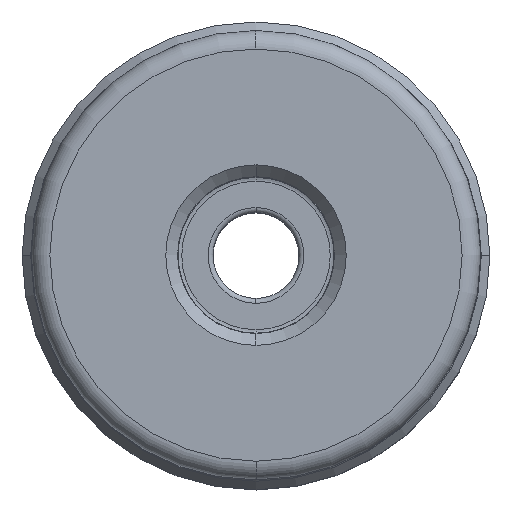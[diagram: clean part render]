
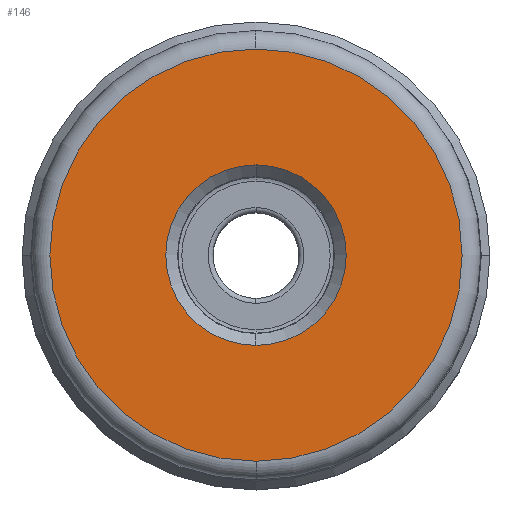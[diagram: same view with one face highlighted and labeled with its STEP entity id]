
A CAD part, top view. The second image highlights one B-rep face of the part: STEP entity #146.
In plain terms, the highlighted planar face has unit normal (0, 0, 1).
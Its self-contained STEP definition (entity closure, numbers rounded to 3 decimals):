
#59=PLANE('',#1595);
#67=FACE_BOUND('',#340,.T.);
#68=FACE_BOUND('',#341,.T.);
#146=ADVANCED_FACE('',(#67,#68),#59,.F.);
#340=EDGE_LOOP('',(#544,#545,#546,#547));
#341=EDGE_LOOP('',(#548,#549));
#544=ORIENTED_EDGE('',*,*,#986,.T.);
#545=ORIENTED_EDGE('',*,*,#984,.T.);
#546=ORIENTED_EDGE('',*,*,#983,.T.);
#547=ORIENTED_EDGE('',*,*,#987,.T.);
#548=ORIENTED_EDGE('',*,*,#988,.T.);
#549=ORIENTED_EDGE('',*,*,#989,.T.);
#832=VERTEX_POINT('',#2460);
#833=VERTEX_POINT('',#2462);
#834=VERTEX_POINT('',#2464);
#835=VERTEX_POINT('',#2468);
#836=VERTEX_POINT('',#2472);
#837=VERTEX_POINT('',#2473);
#983=EDGE_CURVE('',#833,#832,#1166,.T.);
#984=EDGE_CURVE('',#834,#833,#1167,.T.);
#986=EDGE_CURVE('',#835,#834,#1169,.T.);
#987=EDGE_CURVE('',#832,#835,#1170,.T.);
#988=EDGE_CURVE('',#836,#837,#1171,.T.);
#989=EDGE_CURVE('',#837,#836,#1172,.T.);
#1166=CIRCLE('',#1586,16.79);
#1167=CIRCLE('',#1587,16.79);
#1169=CIRCLE('',#1590,16.79);
#1170=CIRCLE('',#1591,16.79);
#1171=CIRCLE('',#1593,7.35);
#1172=CIRCLE('',#1594,7.35);
#1586=AXIS2_PLACEMENT_3D('',#2461,#1967,#1968);
#1587=AXIS2_PLACEMENT_3D('',#2463,#1969,#1970);
#1590=AXIS2_PLACEMENT_3D('',#2467,#1975,#1976);
#1591=AXIS2_PLACEMENT_3D('',#2469,#1977,#1978);
#1593=AXIS2_PLACEMENT_3D('',#2471,#1981,#1982);
#1594=AXIS2_PLACEMENT_3D('',#2474,#1983,#1984);
#1595=AXIS2_PLACEMENT_3D('',#2475,#1985,#1986);
#1967=DIRECTION('',(0.,0.,1.));
#1968=DIRECTION('',(0.001,1.,0.));
#1969=DIRECTION('',(0.,0.,1.));
#1970=DIRECTION('',(0.,-1.,0.));
#1975=DIRECTION('',(0.,0.,1.));
#1976=DIRECTION('',(-0.001,-1.,0.));
#1977=DIRECTION('',(0.,0.,1.));
#1978=DIRECTION('',(0.,1.,0.));
#1981=DIRECTION('',(0.,0.,-1.));
#1982=DIRECTION('',(0.,-1.,0.));
#1983=DIRECTION('',(0.,0.,-1.));
#1984=DIRECTION('',(0.,1.,0.));
#1985=DIRECTION('',(0.,0.,-1.));
#1986=DIRECTION('',(0.,1.,0.));
#2460=CARTESIAN_POINT('',(0.,16.79,0.));
#2461=CARTESIAN_POINT('',(0.,0.,0.));
#2462=CARTESIAN_POINT('',(0.02,16.79,0.));
#2463=CARTESIAN_POINT('',(0.,0.,0.));
#2464=CARTESIAN_POINT('',(0.,-16.79,0.));
#2467=CARTESIAN_POINT('',(0.,0.,0.));
#2468=CARTESIAN_POINT('',(-0.02,-16.79,0.));
#2469=CARTESIAN_POINT('',(0.,0.,0.));
#2471=CARTESIAN_POINT('',(0.,0.,0.));
#2472=CARTESIAN_POINT('',(0.,-7.35,0.));
#2473=CARTESIAN_POINT('',(0.,7.35,0.));
#2474=CARTESIAN_POINT('',(0.,0.,0.));
#2475=CARTESIAN_POINT('',(0.,0.,0.));
